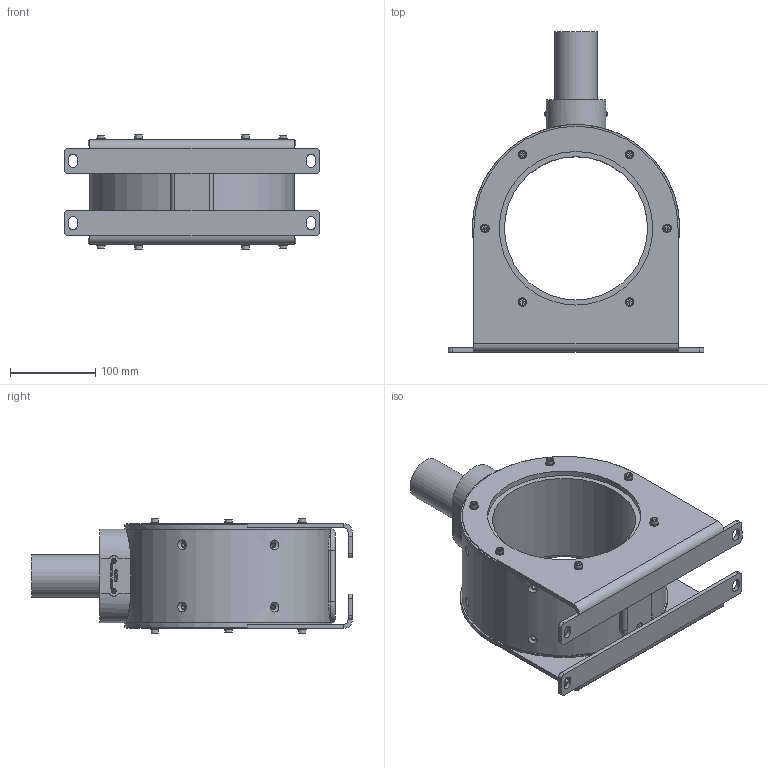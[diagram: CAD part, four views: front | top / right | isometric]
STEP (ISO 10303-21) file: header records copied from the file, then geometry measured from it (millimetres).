
FILE_DESCRIPTION (( 'STEP AP214' ), '1' );
FILE_NAME ('P-168-030-rev-A-MF.STEP', '2025-06-10T06:57:02', ( '' ), ( '' ), 'SwSTEP 2.0', 'SolidWorks 2024', '' );
FILE_SCHEMA (( 'AUTOMOTIVE_DESIGN' ));
Length unit declared in the file: millimetre
Products named in the file (1): P-168-030-rev-A-MF
Bounding box: 299.4 x 375.95 x 135.06 mm (x, y, z)
Volume: 3389210.6 mm3; surface area: 328291.3 mm2
Topology: 1 solids, 5 shells, 968 faces, 2463 edges, 1582 vertices
Faces by surface type: plane 573, cylinder 203, bspline 128, cone 42, torus 18, sphere 4
Full cylindrical faces by diameter (mm): 3 x4, 3.5 x4, 4.2 x8, 5.5 x8, 5.7 x4, 8.5 x18, 9.64 x2, 10 x12, 50 x1, 168 x1, 180 x2, 243.4 x2
Entity records: 42099 total; most frequent: CARTESIAN_POINT 10483, ORIENTED_EDGE 4570, DIRECTION 3557, EDGE_CURVE 2285, VERTEX_POINT 1532, VECTOR 1215, LINE 1215, EDGE_LOOP 1195
